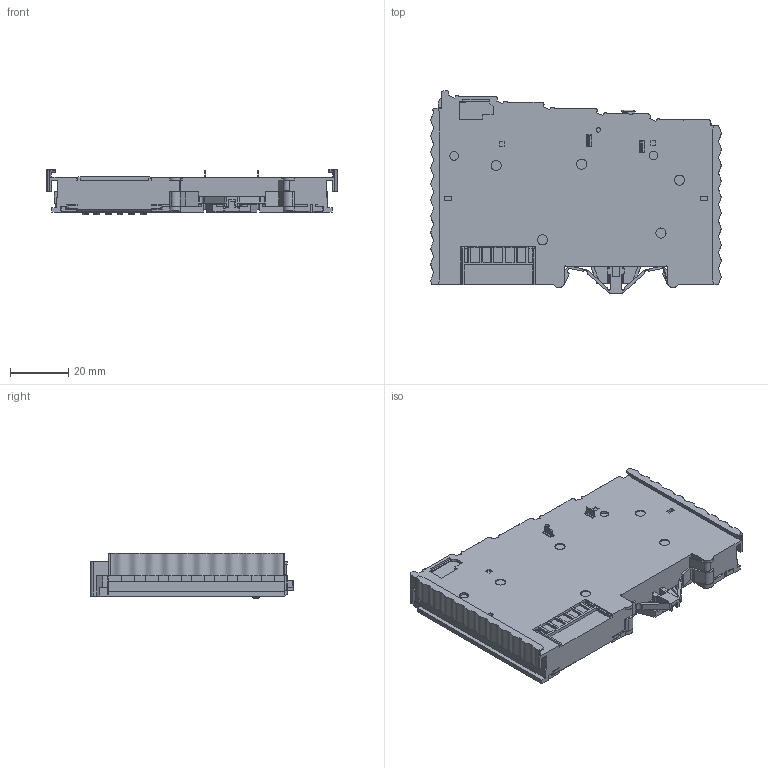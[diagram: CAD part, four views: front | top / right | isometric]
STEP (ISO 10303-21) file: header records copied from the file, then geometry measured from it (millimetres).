
FILE_DESCRIPTION (( 'STEP AP203' ), '1' );
FILE_NAME ('PLC-250-EMA-04V00-0DC.STEP', '2025-07-14T06:13:30', ( '' ), ( '' ), 'SwSTEP 2.0', 'SolidWorks 2022', '' );
FILE_SCHEMA (( 'CONFIG_CONTROL_DESIGN' ));
Length unit declared in the file: millimetre
Products named in the file (1): PLC-250-EMA-04V00-0DC
Bounding box: 100 x 69.8 x 15.76 mm (x, y, z)
Surface area: 36596.3 mm2 (no closed solid volume)
Topology: 0 solids, 29 shells, 3661 faces, 10763 edges, 7052 vertices
Faces by surface type: plane 2249, cylinder 1054, cone 264, torus 55, bspline 29, sphere 10
Entity records: 126535 total; most frequent: CARTESIAN_POINT 27978, ORIENTED_EDGE 21482, DIRECTION 19835, EDGE_CURVE 10751, LINE 7337, VECTOR 7337, VERTEX_POINT 7052, AXIS2_PLACEMENT_3D 6249
